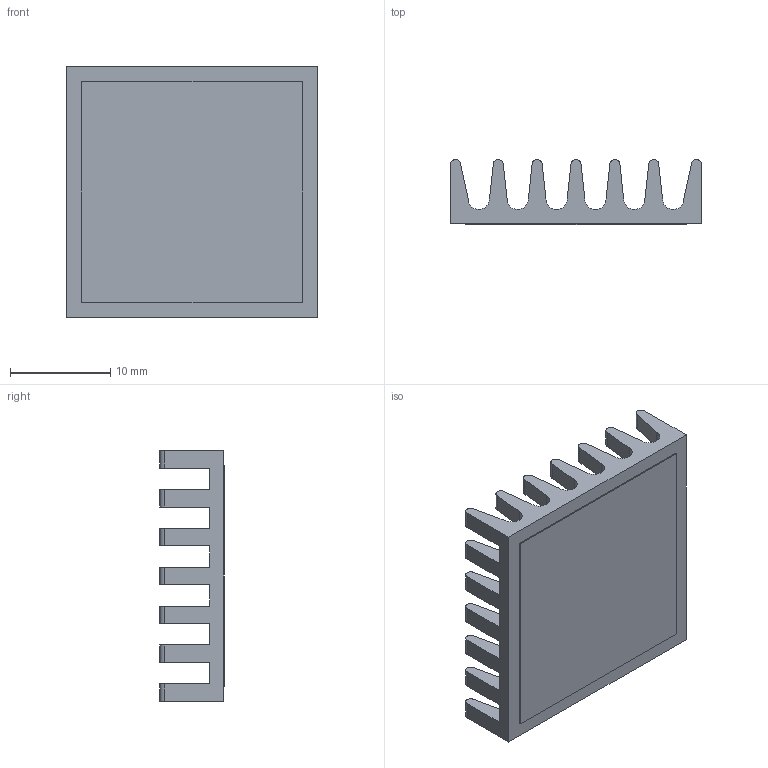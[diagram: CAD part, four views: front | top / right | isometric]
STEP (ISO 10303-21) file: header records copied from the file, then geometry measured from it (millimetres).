
FILE_DESCRIPTION (( 'STEP AP214' ), '1' );
FILE_NAME ('User Library-625-25ABT4E.STEP', '2020-09-05T08:33:34', ( '' ), ( '' ), 'SwSTEP 2.0', 'SolidWorks 2020', '' );
FILE_SCHEMA (( 'AUTOMOTIVE_DESIGN' ));
Length unit declared in the file: millimetre
Products named in the file (1): User Library-625-25ABT4E
Bounding box: 25 x 6.45 x 25 mm (x, y, z)
Volume: 1526.2 mm3; surface area: 2812.2 mm2
Topology: 1 solids, 1 shells, 275 faces, 744 edges, 472 vertices
Faces by surface type: plane 184, cylinder 91
Entity records: 8705 total; most frequent: DIRECTION 1550, CARTESIAN_POINT 1492, ORIENTED_EDGE 1488, EDGE_CURVE 744, AXIS2_PLACEMENT_3D 530, VECTOR 490, LINE 490, VERTEX_POINT 472
